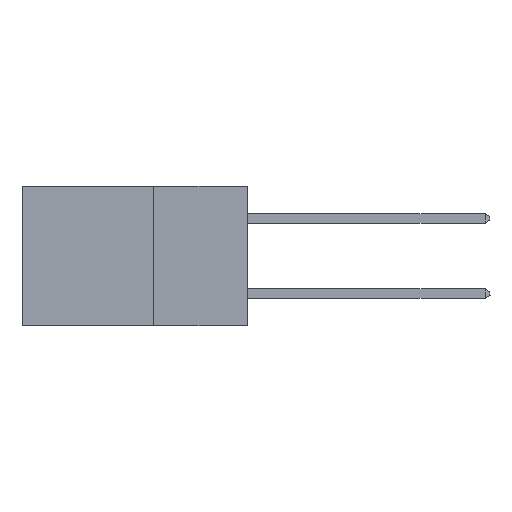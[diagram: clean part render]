
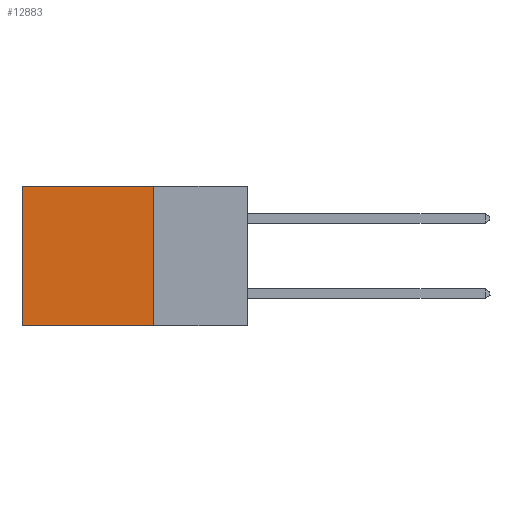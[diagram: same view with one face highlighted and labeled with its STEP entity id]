
A CAD part, left-side view. The second image highlights one B-rep face of the part: STEP entity #12883.
In plain terms, the highlighted planar face has unit normal (-1, 0, 0).
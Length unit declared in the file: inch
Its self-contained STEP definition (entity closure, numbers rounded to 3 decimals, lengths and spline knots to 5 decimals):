
#224 = CARTESIAN_POINT ( 'NONE',  ( 0.298, 0.6, 0. ) ) ;
#461 = EDGE_CURVE ( 'NONE', #29036, #19865, #2188, .T. ) ;
#644 = CARTESIAN_POINT ( 'NONE',  ( 0.298, 0.6, 0. ) ) ;
#1313 = DIRECTION ( 'NONE',  ( 0., 0., -1. ) ) ;
#1509 = CARTESIAN_POINT ( 'NONE',  ( 0.298, 0.25, 0. ) ) ;
#1682 = CARTESIAN_POINT ( 'NONE',  ( 0.298, 0.6, -0.37 ) ) ;
#2188 = LINE ( 'NONE', #4234, #18181 ) ;
#3851 = EDGE_CURVE ( 'NONE', #6701, #29036, #16297, .T. ) ;
#4234 = CARTESIAN_POINT ( 'NONE',  ( 0.298, 0.25, -0.37 ) ) ;
#6060 = DIRECTION ( 'NONE',  ( 1., 0., 0. ) ) ;
#6701 = VERTEX_POINT ( 'NONE', #23645 ) ;
#10673 = LINE ( 'NONE', #644, #28446 ) ;
#12345 = CARTESIAN_POINT ( 'NONE',  ( 0.298, 0.25, -0.37 ) ) ;
#12883 = ADVANCED_FACE ( 'NONE', ( #23612 ), #22325, .F. ) ;
#15085 = DIRECTION ( 'NONE',  ( 0., 0., -1. ) ) ;
#15944 = EDGE_CURVE ( 'NONE', #28578, #19865, #10673, .T. ) ;
#16297 = LINE ( 'NONE', #22317, #21031 ) ;
#16327 = EDGE_CURVE ( 'NONE', #6701, #28578, #21215, .T. ) ;
#17538 = ORIENTED_EDGE ( 'NONE', *, *, #15944, .T. ) ;
#18181 = VECTOR ( 'NONE', #29660, 39.37008 ) ;
#18339 = ORIENTED_EDGE ( 'NONE', *, *, #16327, .T. ) ;
#19674 = ORIENTED_EDGE ( 'NONE', *, *, #461, .F. ) ;
#19865 = VERTEX_POINT ( 'NONE', #1682 ) ;
#21031 = VECTOR ( 'NONE', #15085, 39.37008 ) ;
#21215 = LINE ( 'NONE', #28135, #28791 ) ;
#22317 = CARTESIAN_POINT ( 'NONE',  ( 0.298, 0.25, 0. ) ) ;
#22325 = PLANE ( 'NONE',  #25741 ) ;
#23612 = FACE_OUTER_BOUND ( 'NONE', #24978, .T. ) ;
#23645 = CARTESIAN_POINT ( 'NONE',  ( 0.298, 0.25, 0. ) ) ;
#24978 = EDGE_LOOP ( 'NONE', ( #17538, #19674, #26049, #18339 ) ) ;
#25741 = AXIS2_PLACEMENT_3D ( 'NONE', #1509, #6060, #1313 ) ;
#26009 = DIRECTION ( 'NONE',  ( 0., 0., -1. ) ) ;
#26049 = ORIENTED_EDGE ( 'NONE', *, *, #3851, .F. ) ;
#27941 = DIRECTION ( 'NONE',  ( 0., 1., 0. ) ) ;
#28135 = CARTESIAN_POINT ( 'NONE',  ( 0.298, 0.25, 0. ) ) ;
#28446 = VECTOR ( 'NONE', #26009, 39.37008 ) ;
#28578 = VERTEX_POINT ( 'NONE', #224 ) ;
#28791 = VECTOR ( 'NONE', #27941, 39.37008 ) ;
#29036 = VERTEX_POINT ( 'NONE', #12345 ) ;
#29660 = DIRECTION ( 'NONE',  ( 0., 1., 0. ) ) ;
